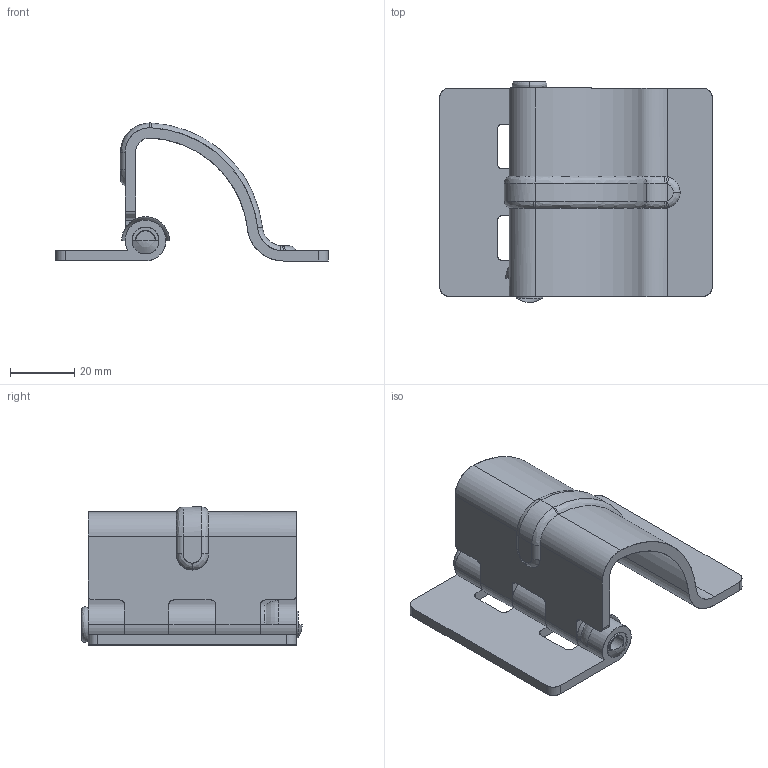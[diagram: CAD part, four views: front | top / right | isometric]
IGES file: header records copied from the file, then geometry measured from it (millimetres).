
Start section: SolidWorks IGES file using analytic representation for surfaces
Global section: file name: B-8-11.IGS; native system: SolidWorks 2021; preprocessor: SolidWorks 2021; author: 1337yo; date: 231013.100733; units: millimetre
Bounding box: 85 x 68.8 x 43.07 mm (x, y, z)
Surface area: 24476.1 mm2 (no closed solid volume)
Topology: 0 solids, 0 shells, 102 faces, 1628 edges, 1627 vertices
Faces by surface type: revolution 55, bspline 47
